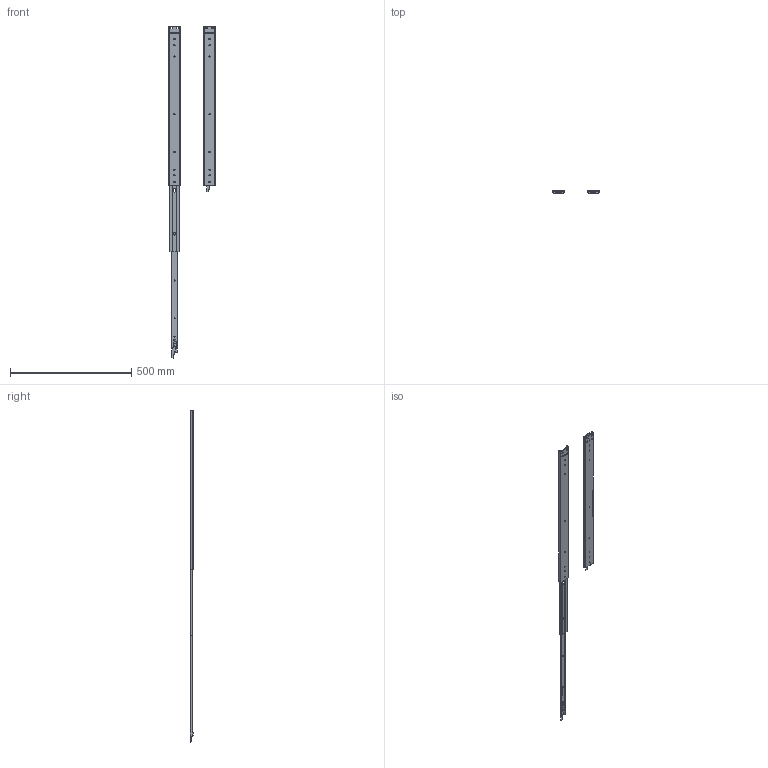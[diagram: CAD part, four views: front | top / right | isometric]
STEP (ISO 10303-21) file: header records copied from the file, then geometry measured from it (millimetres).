
FILE_DESCRIPTION(/* description */ (''),/* implementation_level */ '2;1');
FILE_NAME(/* name */ 'DZ3306-0026DO-2.stp',/* time_stamp */ '2021-09-29T09:19:37+01:00',/* author */ ('kchown'),/* organization */ (''),/* preprocessor_version */ 'ST-DEVELOPER v18',/* originating_system */ 'Autodesk Inventor 2020',/* authorisation */ '');
FILE_SCHEMA (('AUTOMOTIVE_DESIGN { 1 0 10303 214 3 1 1 }'));
Length unit declared in the file: metre
Products named in the file (7): DZ3306-0026DO-2; 3306-26DO ipart 1; 3306-26DO ipart 2; 3306-26DO ipart 3; 3306-26DO ipart 4; 3306-26DO ipart 5; 3306-26DO ipart 6
Assembly tree (6 placements, depth 2):
  DZ3306-0026DO-2
    3306-26DO ipart 1
    3306-26DO ipart 2
    3306-26DO ipart 3
    3306-26DO ipart 4
    3306-26DO ipart 5
    3306-26DO ipart 6
Bounding box: 195.71 x 12.7 x 1370.73 mm (x, y, z)
Volume: 374857.1 mm3; surface area: 422104.7 mm2
Topology: 6 solids, 6 shells, 334 faces, 940 edges, 620 vertices
Faces by surface type: plane 222, cylinder 112
Full cylindrical faces by diameter (mm): 6.4 x4, 10 x2, 12.6 x2
Entity records: 11251 total; most frequent: CARTESIAN_POINT 1907, ORIENTED_EDGE 1880, DIRECTION 1858, EDGE_CURVE 940, LINE 716, VECTOR 716, VERTEX_POINT 620, AXIS2_PLACEMENT_3D 571
